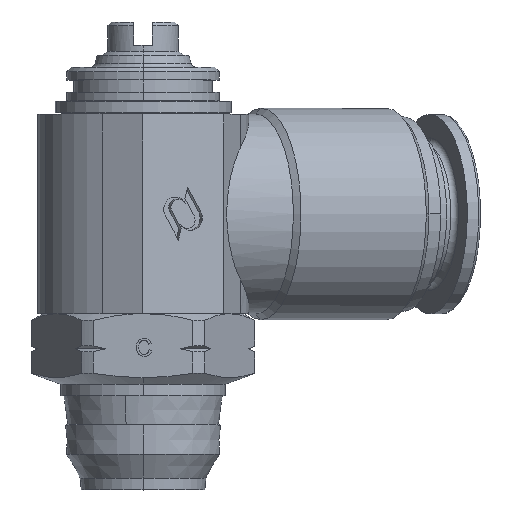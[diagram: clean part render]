
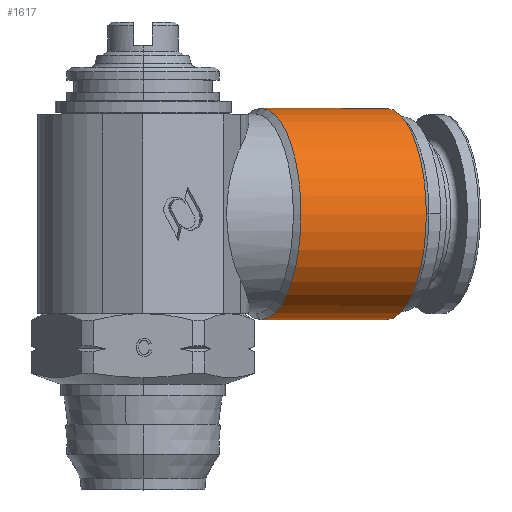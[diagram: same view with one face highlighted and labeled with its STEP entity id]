
A CAD part, top view. The second image highlights one B-rep face of the part: STEP entity #1617.
In plain terms, the highlighted cylindrical face has radius 9 mm (diameter 18 mm), a partial arc.
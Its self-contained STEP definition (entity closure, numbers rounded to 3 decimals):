
#673 = AXIS2_PLACEMENT_3D ( 'NONE', #1336, #1337, #1345 ) ;
#1179 = FACE_OUTER_BOUND ( 'NONE', #7541, .T. ) ;
#1187 = CYLINDRICAL_SURFACE ( 'NONE', #673, 9. ) ;
#1336 = CARTESIAN_POINT ( 'NONE',  ( 25.457, 23.5, -10.4 ) ) ;
#1337 = DIRECTION ( 'NONE',  ( 0.926, 0., -0.378 ) ) ;
#1345 = DIRECTION ( 'NONE',  ( 0., 1., 0. ) ) ;
#1455 = CARTESIAN_POINT ( 'NONE',  ( 24.114, 23.5, -0.129 ) ) ;
#1456 = CARTESIAN_POINT ( 'NONE',  ( 20.71, 14.5, -8.461 ) ) ;
#1476 = CARTESIAN_POINT ( 'NONE',  ( 10.044, 32.5, -4.103 ) ) ;
#1477 = CARTESIAN_POINT ( 'NONE',  ( 10.044, 14.5, -4.103 ) ) ;
#1480 = CARTESIAN_POINT ( 'NONE',  ( 20.71, 32.5, -8.461 ) ) ;
#1617 = ADVANCED_FACE ( 'NONE', ( #1179 ), #1187, .T. ) ;
#3091 = ORIENTED_EDGE ( 'NONE', *, *, #7773, .T. ) ;
#3092 = ORIENTED_EDGE ( 'NONE', *, *, #7806, .T. ) ;
#3093 = ORIENTED_EDGE ( 'NONE', *, *, #7752, .T. ) ;
#3094 = ORIENTED_EDGE ( 'NONE', *, *, #7807, .T. ) ;
#3095 = ORIENTED_EDGE ( 'NONE', *, *, #7808, .F. ) ;
#3344 = VERTEX_POINT ( 'NONE', #1455 ) ;
#3345 = VERTEX_POINT ( 'NONE', #1456 ) ;
#3365 = VERTEX_POINT ( 'NONE', #1476 ) ;
#3366 = VERTEX_POINT ( 'NONE', #1477 ) ;
#3369 = VERTEX_POINT ( 'NONE', #1480 ) ;
#6017 = AXIS2_PLACEMENT_3D ( 'NONE', #6179, #6180, #6181 ) ;
#6028 = AXIS2_PLACEMENT_3D ( 'NONE', #6234, #6235, #6236 ) ;
#6031 = AXIS2_PLACEMENT_3D ( 'NONE', #6288, #6289, #6290 ) ;
#6179 = CARTESIAN_POINT ( 'NONE',  ( 20.71, 23.5, -8.461 ) ) ;
#6180 = DIRECTION ( 'NONE',  ( -0.926, 0., 0.378 ) ) ;
#6181 = DIRECTION ( 'NONE',  ( -0.378, 0., -0.926 ) ) ;
#6234 = CARTESIAN_POINT ( 'NONE',  ( 10.044, 23.5, -4.103 ) ) ;
#6235 = DIRECTION ( 'NONE',  ( 0.926, 0., -0.378 ) ) ;
#6236 = DIRECTION ( 'NONE',  ( 0., 1., 0. ) ) ;
#6280 = CARTESIAN_POINT ( 'NONE',  ( 25.457, 32.5, -10.4 ) ) ;
#6281 = DIRECTION ( 'NONE',  ( 0.926, 0., -0.378 ) ) ;
#6285 = CARTESIAN_POINT ( 'NONE',  ( 25.457, 14.5, -10.4 ) ) ;
#6286 = DIRECTION ( 'NONE',  ( 0.926, 0., -0.378 ) ) ;
#6288 = CARTESIAN_POINT ( 'NONE',  ( 20.71, 23.5, -8.461 ) ) ;
#6289 = DIRECTION ( 'NONE',  ( -0.926, 0., 0.378 ) ) ;
#6290 = DIRECTION ( 'NONE',  ( -0.378, 0., -0.926 ) ) ;
#7541 = EDGE_LOOP ( 'NONE', ( #3091, #3092, #3093, #3094, #3095 ) ) ;
#7752 = EDGE_CURVE ( 'NONE', #3345, #3344, #8858, .T. ) ;
#7773 = EDGE_CURVE ( 'NONE', #3365, #3366, #8889, .T. ) ;
#7806 = EDGE_CURVE ( 'NONE', #3366, #3345, #8902, .T. ) ;
#7807 = EDGE_CURVE ( 'NONE', #3344, #3369, #8904, .T. ) ;
#7808 = EDGE_CURVE ( 'NONE', #3365, #3369, #8906, .T. ) ;
#8858 = CIRCLE ( 'NONE', #6017, 9. ) ;
#8889 = CIRCLE ( 'NONE', #6028, 9. ) ;
#8902 = LINE ( 'NONE', #6285, #8905 ) ;
#8904 = CIRCLE ( 'NONE', #6031, 9. ) ;
#8905 = VECTOR ( 'NONE', #6286, 1000. ) ;
#8906 = LINE ( 'NONE', #6280, #8908 ) ;
#8908 = VECTOR ( 'NONE', #6281, 1000. ) ;
